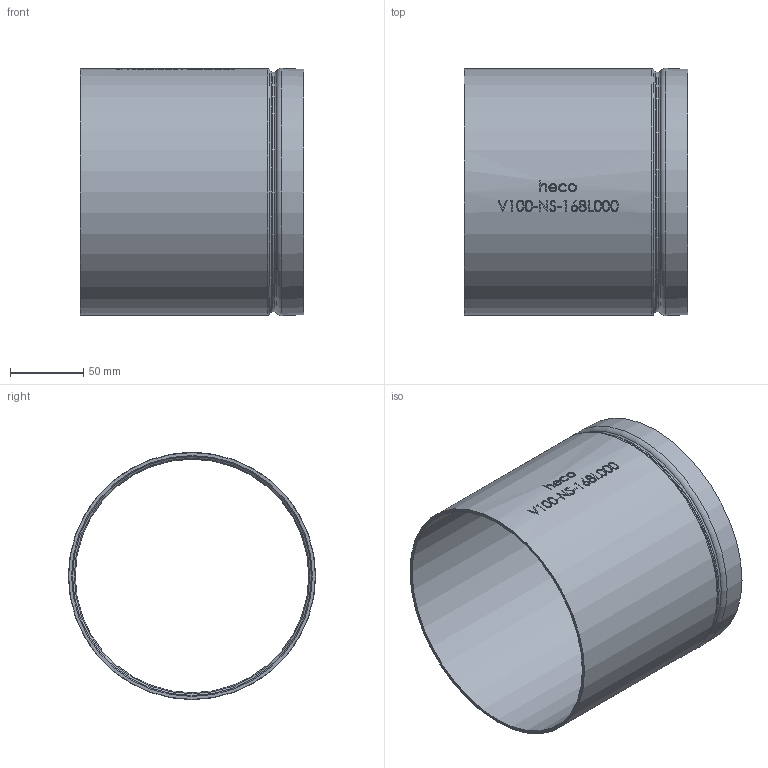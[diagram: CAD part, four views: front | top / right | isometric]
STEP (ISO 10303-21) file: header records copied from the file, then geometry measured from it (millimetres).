
FILE_DESCRIPTION (( 'STEP AP214' ), '1' );
FILE_NAME ('V100-NS-168L000-x Typ494 DN150 600 Ø168,3 1812.STEP', '2018-12-20T08:07:19', ( '' ), ( '' ), 'SwSTEP 2.0', 'SolidWorks 2016', '' );
FILE_SCHEMA (( 'AUTOMOTIVE_DESIGN' ));
Length unit declared in the file: inch
Products named in the file (1): V100-NS-168L000-x Typ494 DN150 600 Ø168,3 1812
Bounding box: 152.4 x 168.68 x 168.68 mm (x, y, z)
Volume: 164369.7 mm3; surface area: 163450.3 mm2
Topology: 1 solids, 1 shells, 229 faces, 587 edges, 389 vertices
Faces by surface type: bspline 121, plane 63, cylinder 33, torus 8, cone 4
Full cylindrical faces by diameter (mm): 159.207 x1, 163.271 x1, 164.211 x1, 168.275 x1
Entity records: 15608 total; most frequent: CARTESIAN_POINT 8338, ORIENTED_EDGE 1128, DIRECTION 566, EDGE_CURVE 564, VERTEX_POINT 382, EDGE_LOOP 276, B_SPLINE_CURVE_WITH_KNOTS 274, FACE_OUTER_BOUND 241
